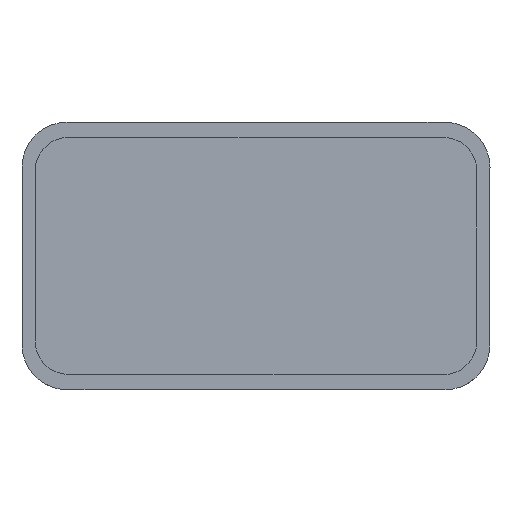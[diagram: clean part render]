
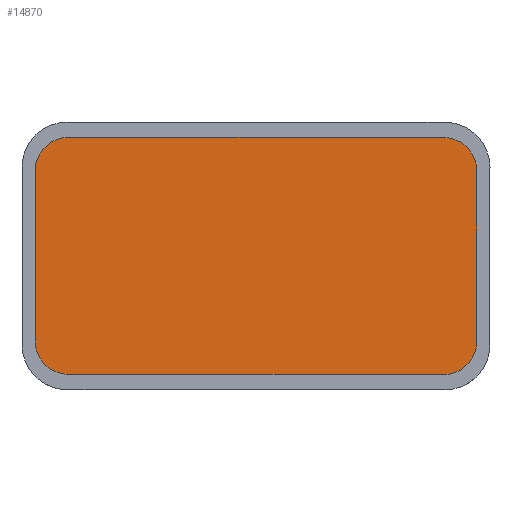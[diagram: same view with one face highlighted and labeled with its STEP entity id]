
A CAD part, top view. The second image highlights one B-rep face of the part: STEP entity #14870.
In plain terms, the highlighted planar face has unit normal (0, 0, 1).
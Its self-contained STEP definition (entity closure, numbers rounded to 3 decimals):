
#14533=CARTESIAN_POINT('',(34.669,4.,3.089));
#14534=DIRECTION('',(0.,0.,1.));
#14535=DIRECTION('',(0.,-1.,0.));
#14536=AXIS2_PLACEMENT_3D('',#14533,#14534,#14535);
#14541=DIRECTION('',(1.,0.,0.));
#14542=VECTOR('',#14541,30.85);
#14543=CARTESIAN_POINT('',(3.818,1.262,3.089));
#14544=LINE('',#14543,#14542);
#14548=CARTESIAN_POINT('',(3.82,4.012,3.089));
#14549=DIRECTION('',(0.,0.,1.));
#14550=DIRECTION('',(-1.,0.,0.));
#14551=AXIS2_PLACEMENT_3D('',#14548,#14549,#14550);
#14556=DIRECTION('',(0.,-1.,0.));
#14557=VECTOR('',#14556,14.);
#14558=CARTESIAN_POINT('',(1.075,18.013,3.089));
#14559=LINE('',#14558,#14557);
#14563=CARTESIAN_POINT('',(3.825,18.012,3.089));
#14564=DIRECTION('',(0.,0.,1.));
#14565=DIRECTION('',(0.,1.,0.));
#14566=AXIS2_PLACEMENT_3D('',#14563,#14564,#14565);
#14571=DIRECTION('',(-1.,0.,0.));
#14572=VECTOR('',#14571,30.85);
#14573=CARTESIAN_POINT('',(34.676,20.75,3.089));
#14574=LINE('',#14573,#14572);
#14578=CARTESIAN_POINT('',(34.675,18.,3.089));
#14579=DIRECTION('',(0.,0.,1.));
#14580=DIRECTION('',(1.,0.,0.));
#14581=AXIS2_PLACEMENT_3D('',#14578,#14579,#14580);
#14586=DIRECTION('',(0.,1.,0.));
#14587=VECTOR('',#14586,14.);
#14588=CARTESIAN_POINT('',(37.419,3.999,3.089));
#14589=LINE('',#14588,#14587);
#14593=CARTESIAN_POINT('',(34.668,1.25,3.089));
#14594=CARTESIAN_POINT('',(37.419,3.999,3.089));
#14595=VERTEX_POINT('',#14593);
#14596=VERTEX_POINT('',#14594);
#14597=CARTESIAN_POINT('',(37.425,17.999,3.089));
#14598=VERTEX_POINT('',#14597);
#14599=CARTESIAN_POINT('',(34.676,20.75,3.089));
#14600=VERTEX_POINT('',#14599);
#14601=CARTESIAN_POINT('',(3.826,20.762,3.089));
#14602=VERTEX_POINT('',#14601);
#14603=CARTESIAN_POINT('',(1.075,18.013,3.089));
#14604=VERTEX_POINT('',#14603);
#14605=CARTESIAN_POINT('',(1.07,4.013,3.089));
#14606=VERTEX_POINT('',#14605);
#14607=CARTESIAN_POINT('',(3.818,1.262,3.089));
#14608=VERTEX_POINT('',#14607);
#14855=CARTESIAN_POINT('',(0.008,22.013,3.089));
#14856=DIRECTION('',(0.,0.,1.));
#14857=DIRECTION('',(-1.,0.,0.));
#14858=AXIS2_PLACEMENT_3D('',#14855,#14856,#14857);
#14859=PLANE('',#14858);
#14860=ORIENTED_EDGE('',*,*,#14751,.F.);
#14861=ORIENTED_EDGE('',*,*,#14766,.F.);
#14862=ORIENTED_EDGE('',*,*,#14780,.F.);
#14863=ORIENTED_EDGE('',*,*,#14794,.F.);
#14864=ORIENTED_EDGE('',*,*,#14808,.F.);
#14865=ORIENTED_EDGE('',*,*,#14822,.F.);
#14866=ORIENTED_EDGE('',*,*,#14836,.F.);
#14867=ORIENTED_EDGE('',*,*,#14849,.F.);
#14868=EDGE_LOOP('',(#14860,#14861,#14862,#14863,#14864,#14865,#14866,#14867));
#14869=FACE_OUTER_BOUND('',#14868,.F.);
#14870=ADVANCED_FACE('',(#14869),#14859,.T.);
#14537=CIRCLE('',#14536,2.75);
#14552=CIRCLE('',#14551,2.75);
#14567=CIRCLE('',#14566,2.75);
#14582=CIRCLE('',#14581,2.75);
#14751=EDGE_CURVE('',#14595,#14596,#14537,.T.);
#14766=EDGE_CURVE('',#14608,#14595,#14544,.T.);
#14780=EDGE_CURVE('',#14606,#14608,#14552,.T.);
#14794=EDGE_CURVE('',#14604,#14606,#14559,.T.);
#14808=EDGE_CURVE('',#14602,#14604,#14567,.T.);
#14822=EDGE_CURVE('',#14600,#14602,#14574,.T.);
#14836=EDGE_CURVE('',#14598,#14600,#14582,.T.);
#14849=EDGE_CURVE('',#14596,#14598,#14589,.T.);
